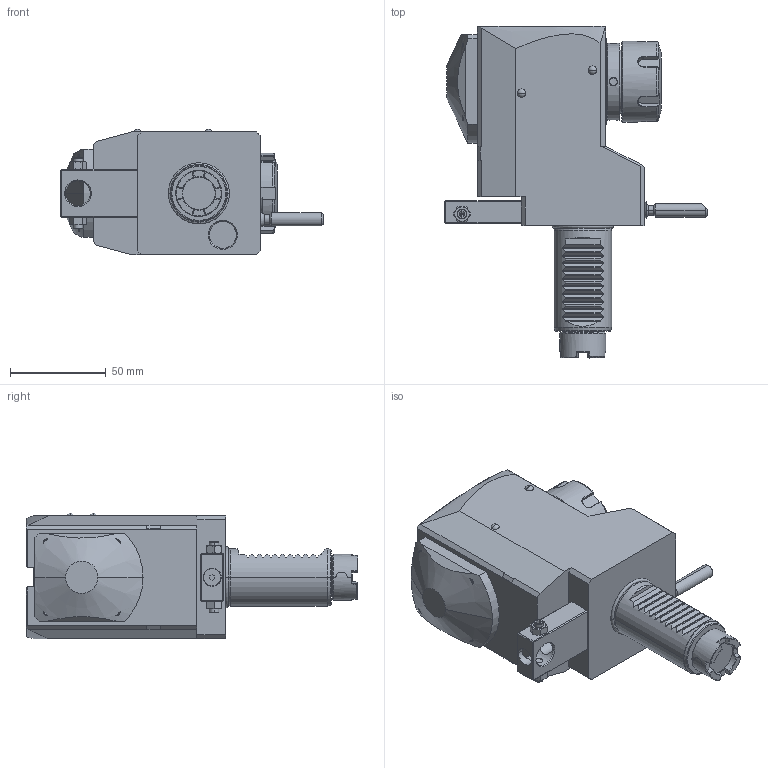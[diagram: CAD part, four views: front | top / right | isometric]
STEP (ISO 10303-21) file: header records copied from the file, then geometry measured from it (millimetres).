
FILE_DESCRIPTION((''),'2;1');
FILE_NAME('NGT1_30_451_25_1_2_75JB','2017-03-20T',('vali'),('NOVA GRUP'),'PRO/ENGINEER BY PARAMETRIC TECHNOLOGY CORPORATION, 2010280','PRO/ENGINEER BY PARAMETRIC TECHNOLOGY CORPORATION, 2010280','');
FILE_SCHEMA(('CONFIG_CONTROL_DESIGN'));
Length unit declared in the file: millimetre
Products named in the file (1): NGT1_30_451_25_1_2_75JB
Bounding box: 136.88 x 173 x 65.4 mm (x, y, z)
Volume: 568949.2 mm3; surface area: 57171.7 mm2
Topology: 1 solids, 2 shells, 500 faces, 1265 edges, 784 vertices
Faces by surface type: plane 228, cylinder 92, cone 86, bspline 70, torus 16, sphere 6, extrusion 2
Entity records: 21009 total; most frequent: CARTESIAN_POINT 9854, ORIENTED_EDGE 2498, DIRECTION 1971, EDGE_CURVE 1249, VERTEX_POINT 784, AXIS2_PLACEMENT_3D 691, VECTOR 589, LINE 587
